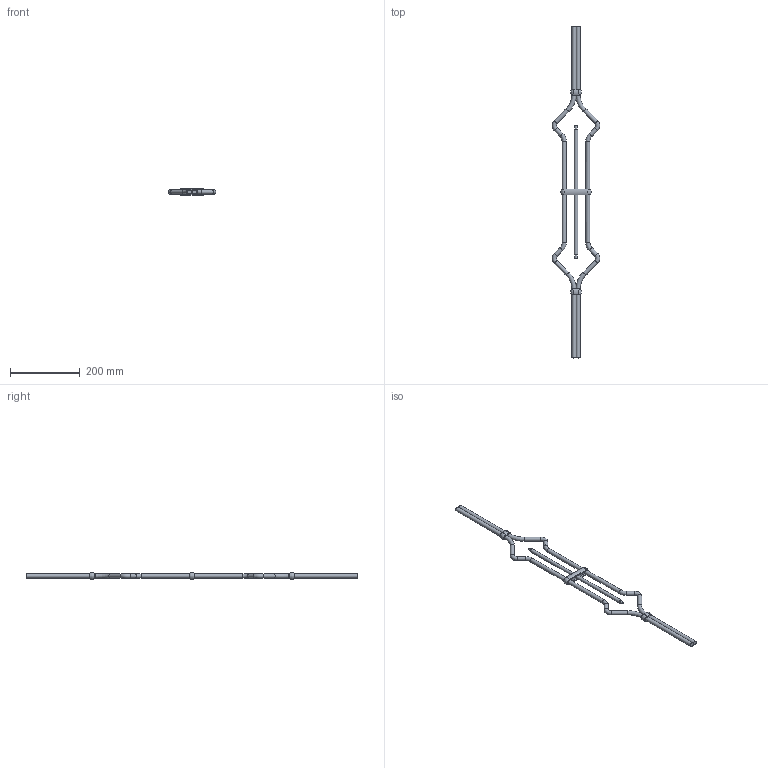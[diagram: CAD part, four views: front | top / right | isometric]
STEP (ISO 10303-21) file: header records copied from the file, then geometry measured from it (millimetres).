
FILE_DESCRIPTION (( 'STEP AP203' ), '1' );
FILE_NAME ('56102-ST.STEP', '2023-10-05T09:16:51', ( '' ), ( '' ), 'SwSTEP 2.0', 'SolidWorks 2018', '' );
FILE_SCHEMA (( 'CONFIG_CONTROL_DESIGN' ));
Length unit declared in the file: millimetre
Products named in the file (1): 56102-ST
Bounding box: 135.89 x 950 x 20 mm (x, y, z)
Volume: 279771.2 mm3; surface area: 102563.7 mm2
Topology: 6 solids, 6 shells, 387 faces, 949 edges, 594 vertices
Faces by surface type: plane 188, bspline 115, cylinder 52, torus 30, cone 2
Full cylindrical faces by diameter (mm): 6 x2, 10 x1, 12 x14
Entity records: 16466 total; most frequent: CARTESIAN_POINT 8127, ORIENTED_EDGE 1836, DIRECTION 1359, EDGE_CURVE 918, VERTEX_POINT 594, VECTOR 563, LINE 563, EDGE_LOOP 444
